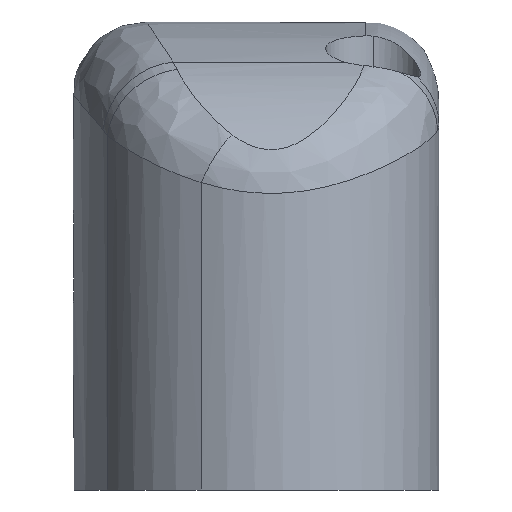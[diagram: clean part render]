
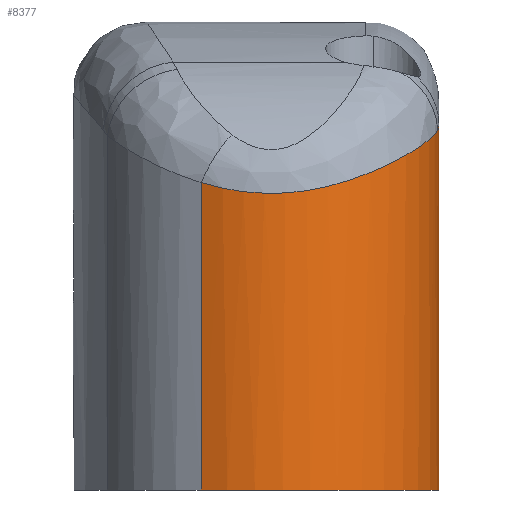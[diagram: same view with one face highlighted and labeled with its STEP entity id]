
A CAD part, left-side view. The second image highlights one B-rep face of the part: STEP entity #8377.
In plain terms, the highlighted cylindrical face has radius 11.449 mm (diameter 22.898 mm), a partial arc.
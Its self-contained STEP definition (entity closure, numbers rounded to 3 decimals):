
#871=DIRECTION('',(0.,0.,1.));
#872=VECTOR('',#871,24.879);
#873=CARTESIAN_POINT('',(-12.,-12.5,0.));
#874=LINE('',#873,#872);
#2730=CARTESIAN_POINT('',(-22.393,3.753,21.001));
#2731=CARTESIAN_POINT('',(-22.49,3.541,20.937));
#2732=CARTESIAN_POINT('',(-22.669,3.121,20.818));
#2733=CARTESIAN_POINT('',(-22.89,2.504,20.664));
#2734=CARTESIAN_POINT('',(-23.069,1.896,20.536));
#2735=CARTESIAN_POINT('',(-23.212,1.295,20.433));
#2736=CARTESIAN_POINT('',(-23.321,0.696,
20.356));
#2737=CARTESIAN_POINT('',(-23.397,0.095,
20.304));
#2738=CARTESIAN_POINT('',(-23.442,-0.509,
20.274));
#2739=CARTESIAN_POINT('',(-23.454,-1.117,
20.264));
#2740=CARTESIAN_POINT('',(-23.435,-1.728,
20.276));
#2741=CARTESIAN_POINT('',(-23.382,-2.336,
20.31));
#2742=CARTESIAN_POINT('',(-23.298,-2.938,
20.367));
#2743=CARTESIAN_POINT('',(-23.181,-3.542,
20.453));
#2744=CARTESIAN_POINT('',(-23.027,-4.153,
20.564));
#2745=CARTESIAN_POINT('',(-22.834,-4.771,
20.702));
#2746=CARTESIAN_POINT('',(-22.6,-5.395,
20.863));
#2747=CARTESIAN_POINT('',(-22.323,-6.019,
21.047));
#2748=CARTESIAN_POINT('',(-22.002,-6.637,
21.248));
#2749=CARTESIAN_POINT('',(-21.639,-7.243,
21.466));
#2750=CARTESIAN_POINT('',(-21.234,-7.833,
21.698));
#2751=CARTESIAN_POINT('',(-20.788,-8.402,
21.943));
#2752=CARTESIAN_POINT('',(-20.302,-8.946,
22.194));
#2753=CARTESIAN_POINT('',(-19.781,-9.461,
22.447));
#2754=CARTESIAN_POINT('',(-19.228,-9.94,
22.699));
#2755=CARTESIAN_POINT('',(-18.648,-10.381,
22.949));
#2756=CARTESIAN_POINT('',(-18.045,-10.783,
23.192));
#2757=CARTESIAN_POINT('',(-17.419,-11.145,
23.426));
#2758=CARTESIAN_POINT('',(-16.776,-11.464,
23.65));
#2759=CARTESIAN_POINT('',(-16.118,-11.742,
23.862));
#2760=CARTESIAN_POINT('',(-15.447,-11.976,
24.063));
#2761=CARTESIAN_POINT('',(-14.768,-12.168,
24.25));
#2762=CARTESIAN_POINT('',(-14.083,-12.316,
24.424));
#2763=CARTESIAN_POINT('',(-13.624,-12.387,
24.53));
#2764=CARTESIAN_POINT('',(-13.395,-12.415,
24.581));
#2766=CARTESIAN_POINT('',(-13.395,-12.415,
24.581));
#2767=CARTESIAN_POINT('',(-13.24,-12.434,
24.615));
#2768=CARTESIAN_POINT('',(-12.931,-12.465,
24.683));
#2769=CARTESIAN_POINT('',(-12.465,-12.494,
24.782));
#2770=CARTESIAN_POINT('',(-12.155,-12.5,
24.846));
#2771=CARTESIAN_POINT('',(-12.,-12.5,24.879));
#2795=DIRECTION('',(0.,0.,-1.));
#2796=VECTOR('',#2795,21.001);
#2797=CARTESIAN_POINT('',(-22.393,3.753,21.001));
#2798=LINE('',#2797,#2796);
#2819=CARTESIAN_POINT('',(-12.,-1.051,0.));
#2820=DIRECTION('',(0.,0.,1.));
#2821=DIRECTION('',(-0.908,0.42,0.));
#2822=AXIS2_PLACEMENT_3D('',#2819,#2820,#2821);
#3619=CARTESIAN_POINT('',(-22.393,3.753,0.));
#3620=VERTEX_POINT('',#3619);
#3622=CARTESIAN_POINT('',(-12.,-12.5,0.));
#3624=VERTEX_POINT('',#3622);
#4075=CARTESIAN_POINT('',(-12.,-12.5,24.879));
#4076=VERTEX_POINT('',#4075);
#4088=VERTEX_POINT('',#2766);
#4089=VERTEX_POINT('',#2730);
#8363=CARTESIAN_POINT('',(-12.,-1.051,0.));
#8364=DIRECTION('',(0.,0.,1.));
#8365=DIRECTION('',(0.908,-0.42,0.));
#8366=AXIS2_PLACEMENT_3D('',#8363,#8364,#8365);
#8367=CYLINDRICAL_SURFACE('',#8366,11.449);
#8369=ORIENTED_EDGE('',*,*,#8368,.F.);
#8370=ORIENTED_EDGE('',*,*,#8288,.T.);
#8371=ORIENTED_EDGE('',*,*,#8350,.T.);
#8372=ORIENTED_EDGE('',*,*,#5778,.F.);
#8374=ORIENTED_EDGE('',*,*,#8373,.F.);
#8375=EDGE_LOOP('',(#8369,#8370,#8371,#8372,#8374));
#8376=FACE_OUTER_BOUND('',#8375,.F.);
#8377=ADVANCED_FACE('',(#8376),#8367,.T.);
#2765=B_SPLINE_CURVE_WITH_KNOTS('',3,(#2730,#2731,#2732,#2733,#2734,#2735,#2736,
#2737,#2738,#2739,#2740,#2741,#2742,#2743,#2744,#2745,#2746,#2747,#2748,#2749,
#2750,#2751,#2752,#2753,#2754,#2755,#2756,#2757,#2758,#2759,#2760,#2761,#2762,
#2763,#2764),.UNSPECIFIED.,.F.,.F.,(4,1,1,1,1,1,1,1,1,1,1,1,1,1,1,1,1,1,1,1,1,1,
1,1,1,1,1,1,1,1,1,1,4),(0.,0.031,0.063,0.094,0.125,0.156,
0.188,0.219,0.25,0.281,0.313,0.344,0.375,0.406,
0.438,0.469,0.5,0.531,0.563,0.594,0.625,0.656,
0.688,0.719,0.75,0.781,0.813,0.844,0.875,0.906,
0.938,0.969,1.),.UNSPECIFIED.);
#2772=B_SPLINE_CURVE_WITH_KNOTS('',3,(#2766,#2767,#2768,#2769,#2770,#2771),
.UNSPECIFIED.,.F.,.F.,(4,1,1,4),(0.,0.333,0.667,1.),
.UNSPECIFIED.);
#2823=CIRCLE('',#2822,11.449);
#5778=EDGE_CURVE('',#3624,#4076,#874,.T.);
#8288=EDGE_CURVE('',#4089,#4088,#2765,.T.);
#8350=EDGE_CURVE('',#4088,#4076,#2772,.T.);
#8368=EDGE_CURVE('',#4089,#3620,#2798,.T.);
#8373=EDGE_CURVE('',#3620,#3624,#2823,.T.);
